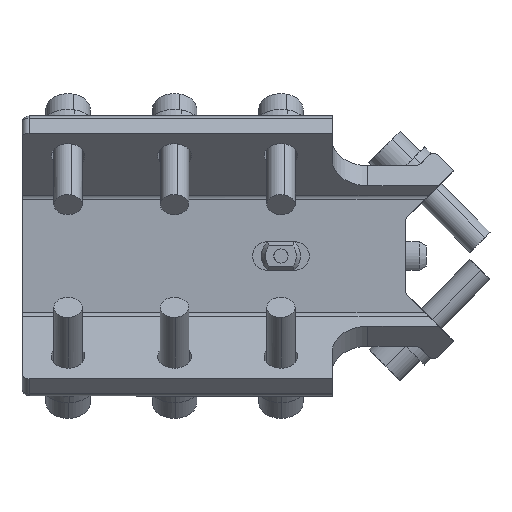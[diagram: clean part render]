
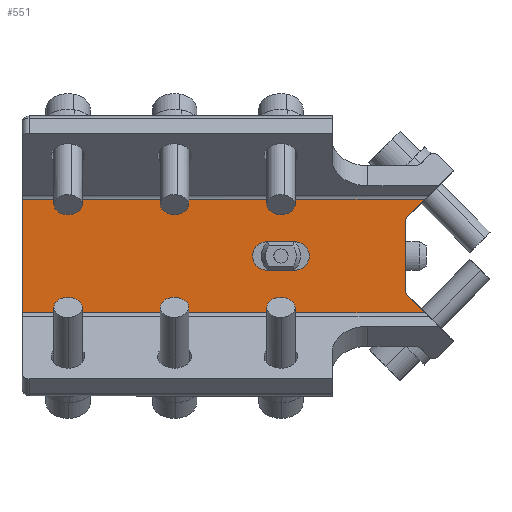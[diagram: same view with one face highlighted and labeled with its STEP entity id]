
A CAD part, front view. The second image highlights one B-rep face of the part: STEP entity #551.
In plain terms, the highlighted planar face has unit normal (0, -1, 0).
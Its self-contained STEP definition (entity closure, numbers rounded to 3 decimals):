
#273=CARTESIAN_POINT('Vertex',(-25.,40.,-9.734)) ;
#289=CARTESIAN_POINT('Vertex',(-25.,40.,9.734)) ;
#292=CARTESIAN_POINT('Line Origine',(-25.,40.,0.)) ;
#315=CARTESIAN_POINT('Axis2P3D Location',(-23.5,40.,-9.734)) ;
#319=CARTESIAN_POINT('Vertex',(-24.561,40.,-10.795)) ;
#418=CARTESIAN_POINT('Axis2P3D Location',(-23.5,40.,9.734)) ;
#422=CARTESIAN_POINT('Vertex',(-24.561,40.,10.795)) ;
#437=CARTESIAN_POINT('Axis2P3D Location',(-90.,40.,15.947)) ;
#442=CARTESIAN_POINT('Line Origine',(-86.5,40.,15.947)) ;
#446=CARTESIAN_POINT('Vertex',(-133.,40.,15.947)) ;
#448=CARTESIAN_POINT('Vertex',(-40.,40.,15.947)) ;
#451=CARTESIAN_POINT('Line Origine',(-133.,40.,0.)) ;
#455=CARTESIAN_POINT('Vertex',(-133.,40.,-15.947)) ;
#458=CARTESIAN_POINT('Line Origine',(-86.5,40.,-15.947)) ;
#462=CARTESIAN_POINT('Vertex',(-40.,40.,-15.947)) ;
#465=CARTESIAN_POINT('Line Origine',(-35.361,40.,-15.947)) ;
#469=CARTESIAN_POINT('Vertex',(-30.722,40.,-15.947)) ;
#472=CARTESIAN_POINT('Line Origine',(-25.065,40.,-15.947)) ;
#476=CARTESIAN_POINT('Vertex',(-19.408,40.,-15.947)) ;
#479=CARTESIAN_POINT('Line Origine',(-21.984,40.,-13.371)) ;
#484=CARTESIAN_POINT('Line Origine',(-21.984,40.,13.371)) ;
#488=CARTESIAN_POINT('Vertex',(-19.408,40.,15.947)) ;
#491=CARTESIAN_POINT('Line Origine',(-25.065,40.,15.947)) ;
#495=CARTESIAN_POINT('Vertex',(-30.722,40.,15.947)) ;
#498=CARTESIAN_POINT('Line Origine',(-35.361,40.,15.947)) ;
#517=CARTESIAN_POINT('Axis2P3D Location',(-56.,40.,0.)) ;
#521=CARTESIAN_POINT('Vertex',(-56.,40.,-4.)) ;
#523=CARTESIAN_POINT('Vertex',(-56.,40.,4.)) ;
#526=CARTESIAN_POINT('Line Origine',(-60.,40.,-4.)) ;
#530=CARTESIAN_POINT('Vertex',(-64.,40.,-4.)) ;
#533=CARTESIAN_POINT('Axis2P3D Location',(-64.,40.,0.)) ;
#537=CARTESIAN_POINT('Vertex',(-64.,40.,4.)) ;
#540=CARTESIAN_POINT('Line Origine',(-60.,40.,4.)) ;
#293=DIRECTION('Vector Direction',(0.,0.,-1.)) ;
#316=DIRECTION('Axis2P3D Direction',(0.,1.,0.)) ;
#419=DIRECTION('Axis2P3D Direction',(0.,1.,-0.)) ;
#438=DIRECTION('Axis2P3D Direction',(0.,-1.,0.)) ;
#439=DIRECTION('Axis2P3D XDirection',(0.,0.,-1.)) ;
#443=DIRECTION('Vector Direction',(1.,0.,0.)) ;
#452=DIRECTION('Vector Direction',(0.,0.,-1.)) ;
#459=DIRECTION('Vector Direction',(1.,0.,0.)) ;
#466=DIRECTION('Vector Direction',(-1.,0.,0.)) ;
#473=DIRECTION('Vector Direction',(-1.,0.,0.)) ;
#480=DIRECTION('Vector Direction',(-0.707,0.,0.707)) ;
#485=DIRECTION('Vector Direction',(-0.707,0.,-0.707)) ;
#492=DIRECTION('Vector Direction',(-1.,0.,0.)) ;
#499=DIRECTION('Vector Direction',(-1.,0.,0.)) ;
#518=DIRECTION('Axis2P3D Direction',(0.,-1.,0.)) ;
#527=DIRECTION('Vector Direction',(1.,0.,0.)) ;
#534=DIRECTION('Axis2P3D Direction',(0.,-1.,0.)) ;
#541=DIRECTION('Vector Direction',(1.,0.,0.)) ;
#317=AXIS2_PLACEMENT_3D('Circle Axis2P3D',#315,#316,$) ;
#420=AXIS2_PLACEMENT_3D('Circle Axis2P3D',#418,#419,$) ;
#440=AXIS2_PLACEMENT_3D('Plane Axis2P3D',#437,#438,#439) ;
#519=AXIS2_PLACEMENT_3D('Circle Axis2P3D',#517,#518,$) ;
#535=AXIS2_PLACEMENT_3D('Circle Axis2P3D',#533,#534,$) ;
#504=ORIENTED_EDGE('',*,*,#450,.F.) ;
#505=ORIENTED_EDGE('',*,*,#457,.T.) ;
#506=ORIENTED_EDGE('',*,*,#464,.T.) ;
#507=ORIENTED_EDGE('',*,*,#471,.T.) ;
#508=ORIENTED_EDGE('',*,*,#478,.F.) ;
#509=ORIENTED_EDGE('',*,*,#483,.T.) ;
#510=ORIENTED_EDGE('',*,*,#321,.T.) ;
#511=ORIENTED_EDGE('',*,*,#296,.F.) ;
#512=ORIENTED_EDGE('',*,*,#424,.T.) ;
#513=ORIENTED_EDGE('',*,*,#490,.F.) ;
#514=ORIENTED_EDGE('',*,*,#497,.T.) ;
#515=ORIENTED_EDGE('',*,*,#502,.F.) ;
#546=ORIENTED_EDGE('',*,*,#525,.F.) ;
#547=ORIENTED_EDGE('',*,*,#532,.F.) ;
#548=ORIENTED_EDGE('',*,*,#539,.F.) ;
#549=ORIENTED_EDGE('',*,*,#544,.F.) ;
#550=FACE_BOUND('',#545,.T.) ;
#294=VECTOR('Line Direction',#293,1.) ;
#444=VECTOR('Line Direction',#443,1.) ;
#453=VECTOR('Line Direction',#452,1.) ;
#460=VECTOR('Line Direction',#459,1.) ;
#467=VECTOR('Line Direction',#466,1.) ;
#474=VECTOR('Line Direction',#473,1.) ;
#481=VECTOR('Line Direction',#480,1.) ;
#486=VECTOR('Line Direction',#485,1.) ;
#493=VECTOR('Line Direction',#492,1.) ;
#500=VECTOR('Line Direction',#499,1.) ;
#528=VECTOR('Line Direction',#527,1.) ;
#542=VECTOR('Line Direction',#541,1.) ;
#551=ADVANCED_FACE('Verbindung 90F 8KT Rohr SW80 zu SW50_1',(#516,#550),#441,.T.) ;
#318=CIRCLE('generated circle',#317,1.5) ;
#421=CIRCLE('generated circle',#420,1.5) ;
#520=CIRCLE('generated circle',#519,4.) ;
#536=CIRCLE('generated circle',#535,4.) ;
#296=EDGE_CURVE('',#290,#274,#295,.T.) ;
#321=EDGE_CURVE('',#320,#274,#318,.T.) ;
#424=EDGE_CURVE('',#290,#423,#421,.T.) ;
#450=EDGE_CURVE('',#447,#449,#445,.T.) ;
#457=EDGE_CURVE('',#447,#456,#454,.T.) ;
#464=EDGE_CURVE('',#456,#463,#461,.T.) ;
#471=EDGE_CURVE('',#463,#470,#468,.F.) ;
#478=EDGE_CURVE('',#477,#470,#475,.T.) ;
#483=EDGE_CURVE('',#477,#320,#482,.T.) ;
#490=EDGE_CURVE('',#489,#423,#487,.T.) ;
#497=EDGE_CURVE('',#489,#496,#494,.T.) ;
#502=EDGE_CURVE('',#449,#496,#501,.F.) ;
#525=EDGE_CURVE('',#522,#524,#520,.T.) ;
#532=EDGE_CURVE('',#531,#522,#529,.T.) ;
#539=EDGE_CURVE('',#538,#531,#536,.T.) ;
#544=EDGE_CURVE('',#524,#538,#543,.F.) ;
#503=EDGE_LOOP('',(#504,#505,#506,#507,#508,#509,#510,#511,#512,#513,#514,#515)) ;
#545=EDGE_LOOP('',(#546,#547,#548,#549)) ;
#516=FACE_OUTER_BOUND('',#503,.T.) ;
#295=LINE('Line',#292,#294) ;
#445=LINE('Line',#442,#444) ;
#454=LINE('Line',#451,#453) ;
#461=LINE('Line',#458,#460) ;
#468=LINE('Line',#465,#467) ;
#475=LINE('Line',#472,#474) ;
#482=LINE('Line',#479,#481) ;
#487=LINE('Line',#484,#486) ;
#494=LINE('Line',#491,#493) ;
#501=LINE('Line',#498,#500) ;
#529=LINE('Line',#526,#528) ;
#543=LINE('Line',#540,#542) ;
#441=PLANE('Plane',#440) ;
#274=VERTEX_POINT('',#273) ;
#290=VERTEX_POINT('',#289) ;
#320=VERTEX_POINT('',#319) ;
#423=VERTEX_POINT('',#422) ;
#447=VERTEX_POINT('',#446) ;
#449=VERTEX_POINT('',#448) ;
#456=VERTEX_POINT('',#455) ;
#463=VERTEX_POINT('',#462) ;
#470=VERTEX_POINT('',#469) ;
#477=VERTEX_POINT('',#476) ;
#489=VERTEX_POINT('',#488) ;
#496=VERTEX_POINT('',#495) ;
#522=VERTEX_POINT('',#521) ;
#524=VERTEX_POINT('',#523) ;
#531=VERTEX_POINT('',#530) ;
#538=VERTEX_POINT('',#537) ;
